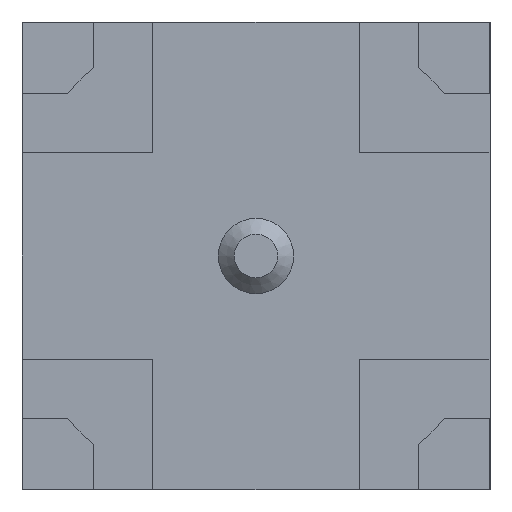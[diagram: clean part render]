
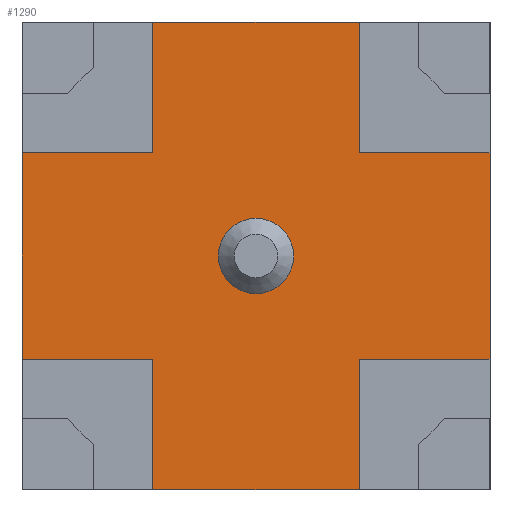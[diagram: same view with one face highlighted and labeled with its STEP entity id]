
A CAD part, left-side view. The second image highlights one B-rep face of the part: STEP entity #1290.
In plain terms, the highlighted planar face has unit normal (-1, 0, 0).
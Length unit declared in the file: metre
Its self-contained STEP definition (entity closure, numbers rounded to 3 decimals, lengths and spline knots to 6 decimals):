
#27=FACE_BOUND('',#447,.T.);
#56=LINE('',#1941,#162);
#82=LINE('',#2661,#188);
#93=LINE('',#2789,#199);
#94=LINE('',#2820,#200);
#106=LINE('',#3009,#212);
#111=LINE('',#3022,#217);
#116=LINE('',#3035,#222);
#121=LINE('',#3042,#227);
#124=LINE('',#3051,#230);
#134=LINE('',#3107,#240);
#137=LINE('',#3113,#243);
#147=LINE('',#3356,#253);
#162=VECTOR('',#1466,1.);
#188=VECTOR('',#1574,1.);
#199=VECTOR('',#1605,1.);
#200=VECTOR('',#1610,1.);
#212=VECTOR('',#1630,1.);
#217=VECTOR('',#1641,1.);
#222=VECTOR('',#1654,1.);
#227=VECTOR('',#1661,1.);
#230=VECTOR('',#1674,1.);
#240=VECTOR('',#1704,1.);
#243=VECTOR('',#1709,1.);
#253=VECTOR('',#1753,1.);
#293=PLANE('',#1423);
#361=FACE_OUTER_BOUND('',#446,.T.);
#446=EDGE_LOOP('',(#1121,#1122,#1123,#1124,#1125,#1126,#1127,#1128,#1129,
#1130,#1131,#1132));
#447=EDGE_LOOP('',(#1133));
#535=CIRCLE('',#1424,0.000483);
#556=VERTEX_POINT('',#1938);
#557=VERTEX_POINT('',#1940);
#603=VERTEX_POINT('',#2657);
#612=VERTEX_POINT('',#2782);
#615=VERTEX_POINT('',#2787);
#616=VERTEX_POINT('',#2819);
#626=VERTEX_POINT('',#3007);
#628=VERTEX_POINT('',#3015);
#631=VERTEX_POINT('',#3020);
#635=VERTEX_POINT('',#3033);
#645=VERTEX_POINT('',#3103);
#648=VERTEX_POINT('',#3111);
#657=VERTEX_POINT('',#3357);
#674=EDGE_CURVE('',#556,#557,#56,.T.);
#733=EDGE_CURVE('',#557,#603,#82,.T.);
#750=EDGE_CURVE('',#612,#615,#93,.T.);
#752=EDGE_CURVE('',#612,#616,#94,.T.);
#768=EDGE_CURVE('',#556,#626,#106,.T.);
#774=EDGE_CURVE('',#631,#628,#111,.T.);
#781=EDGE_CURVE('',#635,#631,#116,.T.);
#786=EDGE_CURVE('',#635,#603,#121,.T.);
#790=EDGE_CURVE('',#616,#626,#124,.T.);
#804=EDGE_CURVE('',#645,#628,#134,.T.);
#807=EDGE_CURVE('',#648,#615,#137,.T.);
#828=EDGE_CURVE('',#645,#648,#147,.T.);
#829=EDGE_CURVE('',#657,#657,#535,.T.);
#1121=ORIENTED_EDGE('',*,*,#752,.F.);
#1122=ORIENTED_EDGE('',*,*,#750,.T.);
#1123=ORIENTED_EDGE('',*,*,#807,.F.);
#1124=ORIENTED_EDGE('',*,*,#828,.F.);
#1125=ORIENTED_EDGE('',*,*,#804,.T.);
#1126=ORIENTED_EDGE('',*,*,#774,.F.);
#1127=ORIENTED_EDGE('',*,*,#781,.F.);
#1128=ORIENTED_EDGE('',*,*,#786,.T.);
#1129=ORIENTED_EDGE('',*,*,#733,.F.);
#1130=ORIENTED_EDGE('',*,*,#674,.F.);
#1131=ORIENTED_EDGE('',*,*,#768,.T.);
#1132=ORIENTED_EDGE('',*,*,#790,.F.);
#1133=ORIENTED_EDGE('',*,*,#829,.F.);
#1290=ADVANCED_FACE('',(#361,#27),#293,.F.);
#1423=AXIS2_PLACEMENT_3D('',#3355,#1751,#1752);
#1424=AXIS2_PLACEMENT_3D('',#3358,#1754,#1755);
#1466=DIRECTION('',(0.,0.,1.));
#1574=DIRECTION('',(0.,-1.,0.));
#1605=DIRECTION('',(0.,0.,1.));
#1610=DIRECTION('',(0.,1.,0.));
#1630=DIRECTION('',(0.,-1.,0.));
#1641=DIRECTION('',(0.,0.,-1.));
#1654=DIRECTION('',(0.,-1.,0.));
#1661=DIRECTION('',(0.,0.,-1.));
#1674=DIRECTION('',(0.,0.,1.));
#1704=DIRECTION('',(0.,1.,0.));
#1709=DIRECTION('',(0.,1.,0.));
#1751=DIRECTION('center_axis',(1.,0.,0.));
#1752=DIRECTION('ref_axis',(0.,1.,0.));
#1753=DIRECTION('',(0.,0.,-1.));
#1754=DIRECTION('center_axis',(-1.,0.,0.));
#1755=DIRECTION('ref_axis',(0.,1.,0.));
#1938=CARTESIAN_POINT('',(0.004445,0.002997,-0.001321));
#1940=CARTESIAN_POINT('',(0.004445,0.002997,0.001321));
#1941=CARTESIAN_POINT('',(0.004445,0.002997,-0.001321));
#2657=CARTESIAN_POINT('',(0.004445,0.001321,0.001321));
#2661=CARTESIAN_POINT('',(0.004445,0.002997,0.001321));
#2782=CARTESIAN_POINT('',(0.004445,-0.001321,-0.002997));
#2787=CARTESIAN_POINT('',(0.004445,-0.001321,-0.001321));
#2789=CARTESIAN_POINT('',(0.004445,-0.001321,-0.002997));
#2819=CARTESIAN_POINT('',(0.004445,0.001321,-0.002997));
#2820=CARTESIAN_POINT('',(0.004445,-0.001321,-0.002997));
#3007=CARTESIAN_POINT('',(0.004445,0.001321,-0.001321));
#3009=CARTESIAN_POINT('',(0.004445,0.002997,-0.001321));
#3015=CARTESIAN_POINT('',(0.004445,-0.001321,0.001321));
#3020=CARTESIAN_POINT('',(0.004445,-0.001321,0.002997));
#3022=CARTESIAN_POINT('',(0.004445,-0.001321,0.002997));
#3033=CARTESIAN_POINT('',(0.004445,0.001321,0.002997));
#3035=CARTESIAN_POINT('',(0.004445,0.001321,0.002997));
#3042=CARTESIAN_POINT('',(0.004445,0.001321,0.002997));
#3051=CARTESIAN_POINT('',(0.004445,0.001321,-0.002997));
#3103=CARTESIAN_POINT('',(0.004445,-0.002997,0.001321));
#3107=CARTESIAN_POINT('',(0.004445,-0.002997,0.001321));
#3111=CARTESIAN_POINT('',(0.004445,-0.002997,-0.001321));
#3113=CARTESIAN_POINT('',(0.004445,-0.002997,-0.001321));
#3355=CARTESIAN_POINT('Origin',(0.004445,0.,0.));
#3356=CARTESIAN_POINT('',(0.004445,-0.002997,0.001321));
#3357=CARTESIAN_POINT('',(0.004445,0.000483,0.));
#3358=CARTESIAN_POINT('Origin',(0.004445,0.,0.));
